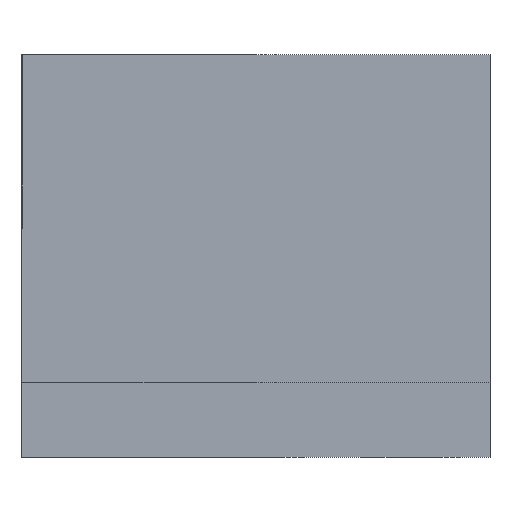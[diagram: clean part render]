
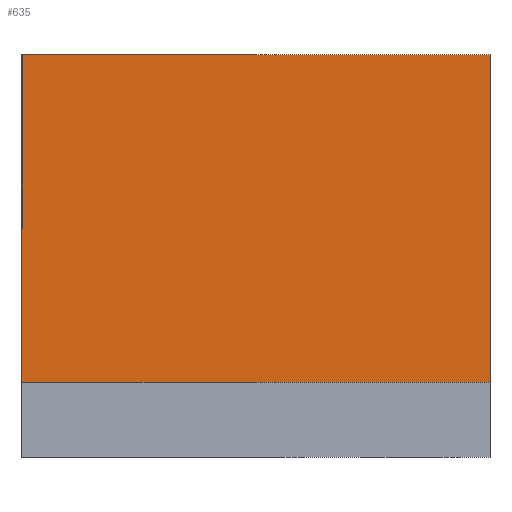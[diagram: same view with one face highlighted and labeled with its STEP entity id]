
A CAD part, front view. The second image highlights one B-rep face of the part: STEP entity #635.
In plain terms, the highlighted planar face has unit normal (0, -1, 0).
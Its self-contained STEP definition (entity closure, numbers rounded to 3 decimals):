
#24 = ORIENTED_EDGE ( 'NONE', *, *, #66, .F. ) ;
#34 = EDGE_CURVE ( 'NONE', #626, #304, #247, .T. ) ;
#49 = CARTESIAN_POINT ( 'NONE',  ( 12.5, 14., 17.5 ) ) ;
#66 = EDGE_CURVE ( 'NONE', #339, #304, #308, .T. ) ;
#69 = PLANE ( 'NONE',  #651 ) ;
#70 = DIRECTION ( 'NONE',  ( 0., 0., -1. ) ) ;
#99 = EDGE_LOOP ( 'NONE', ( #113, #24, #373, #525 ) ) ;
#111 = DIRECTION ( 'NONE',  ( 1., 0., 0. ) ) ;
#113 = ORIENTED_EDGE ( 'NONE', *, *, #34, .T. ) ;
#161 = CARTESIAN_POINT ( 'NONE',  ( -12.5, 14., 17.5 ) ) ;
#190 = DIRECTION ( 'NONE',  ( 0., 1., 0. ) ) ;
#201 = DIRECTION ( 'NONE',  ( 1., 0., 0. ) ) ;
#240 = VERTEX_POINT ( 'NONE', #161 ) ;
#247 = LINE ( 'NONE', #679, #747 ) ;
#292 = CARTESIAN_POINT ( 'NONE',  ( -12.5, 14., 0. ) ) ;
#304 = VERTEX_POINT ( 'NONE', #627 ) ;
#308 = LINE ( 'NONE', #371, #408 ) ;
#339 = VERTEX_POINT ( 'NONE', #49 ) ;
#371 = CARTESIAN_POINT ( 'NONE',  ( 12.5, 14., 17.5 ) ) ;
#373 = ORIENTED_EDGE ( 'NONE', *, *, #644, .F. ) ;
#386 = CARTESIAN_POINT ( 'NONE',  ( -12.5, 14., 17.5 ) ) ;
#391 = VECTOR ( 'NONE', #111, 1000. ) ;
#397 = EDGE_CURVE ( 'NONE', #240, #626, #583, .T. ) ;
#408 = VECTOR ( 'NONE', #70, 1000. ) ;
#525 = ORIENTED_EDGE ( 'NONE', *, *, #397, .T. ) ;
#538 = CARTESIAN_POINT ( 'NONE',  ( -12.5, 14., 17.5 ) ) ;
#547 = LINE ( 'NONE', #538, #391 ) ;
#554 = DIRECTION ( 'NONE',  ( -1., 0., 0. ) ) ;
#557 = FACE_OUTER_BOUND ( 'NONE', #99, .T. ) ;
#559 = VECTOR ( 'NONE', #797, 1000. ) ;
#583 = LINE ( 'NONE', #386, #559 ) ;
#612 = CARTESIAN_POINT ( 'NONE',  ( -12.5, 14., 17.5 ) ) ;
#626 = VERTEX_POINT ( 'NONE', #292 ) ;
#627 = CARTESIAN_POINT ( 'NONE',  ( 12.5, 14., 0. ) ) ;
#635 = ADVANCED_FACE ( 'NONE', ( #557 ), #69, .F. ) ;
#644 = EDGE_CURVE ( 'NONE', #240, #339, #547, .T. ) ;
#651 = AXIS2_PLACEMENT_3D ( 'NONE', #612, #190, #554 ) ;
#679 = CARTESIAN_POINT ( 'NONE',  ( -12.5, 14., 0. ) ) ;
#747 = VECTOR ( 'NONE', #201, 1000. ) ;
#797 = DIRECTION ( 'NONE',  ( 0., 0., -1. ) ) ;
